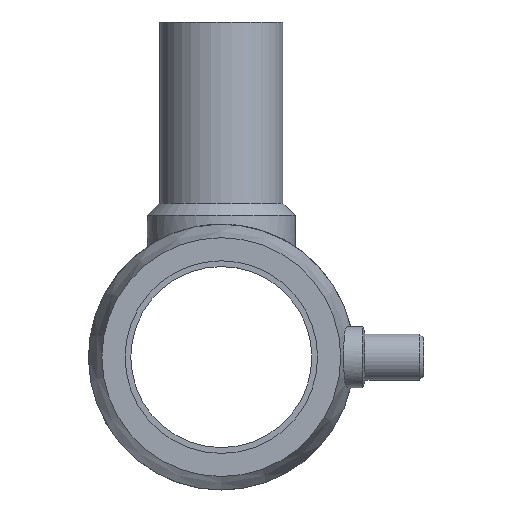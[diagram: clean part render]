
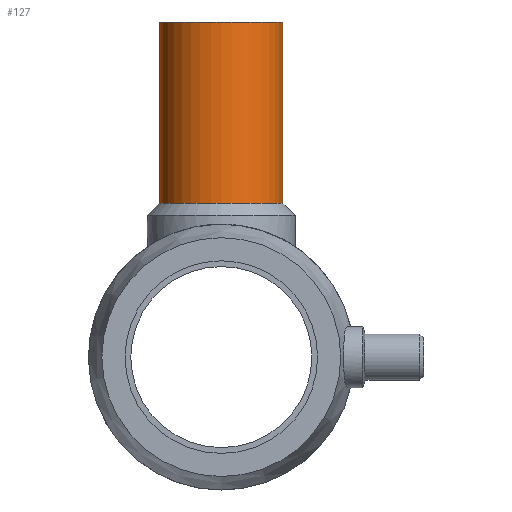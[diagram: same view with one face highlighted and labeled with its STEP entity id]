
A CAD part, left-side view. The second image highlights one B-rep face of the part: STEP entity #127.
In plain terms, the highlighted cylindrical face has radius 16 mm (diameter 32 mm), a full revolution.
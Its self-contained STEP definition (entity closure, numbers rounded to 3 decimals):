
#127 = ADVANCED_FACE( '', ( #288, #289 ), #290, .T. );
#288 = FACE_OUTER_BOUND( '', #451, .T. );
#289 = FACE_OUTER_BOUND( '', #452, .T. );
#290 = CYLINDRICAL_SURFACE( '', #453, 16. );
#451 = EDGE_LOOP( '', ( #677 ) );
#452 = EDGE_LOOP( '', ( #678 ) );
#453 = AXIS2_PLACEMENT_3D( '', #679, #680, #681 );
#677 = ORIENTED_EDGE( '', *, *, #778, .F. );
#678 = ORIENTED_EDGE( '', *, *, #788, .T. );
#679 = CARTESIAN_POINT( '', ( 80., 0., 0. ) );
#680 = DIRECTION( '', ( 0., 0., 1. ) );
#681 = DIRECTION( '', ( -1., 0., 0. ) );
#778 = EDGE_CURVE( '', #894, #894, #895, .T. );
#788 = EDGE_CURVE( '', #908, #908, #909, .T. );
#894 = VERTEX_POINT( '', #1523 );
#895 = CIRCLE( '', #1524, 16. );
#908 = VERTEX_POINT( '', #1537 );
#909 = CIRCLE( '', #1538, 16. );
#1523 = CARTESIAN_POINT( '', ( 64., 0., 40. ) );
#1524 = AXIS2_PLACEMENT_3D( '', #1635, #1636, #1637 );
#1537 = CARTESIAN_POINT( '', ( 64., 0., 87. ) );
#1538 = AXIS2_PLACEMENT_3D( '', #1647, #1648, #1649 );
#1635 = CARTESIAN_POINT( '', ( 80., 0., 40. ) );
#1636 = DIRECTION( '', ( 0., 0., -1. ) );
#1637 = DIRECTION( '', ( -1., 0., 0. ) );
#1647 = CARTESIAN_POINT( '', ( 80., 0., 87. ) );
#1648 = DIRECTION( '', ( 0., 0., -1. ) );
#1649 = DIRECTION( '', ( -1., 0., 0. ) );
